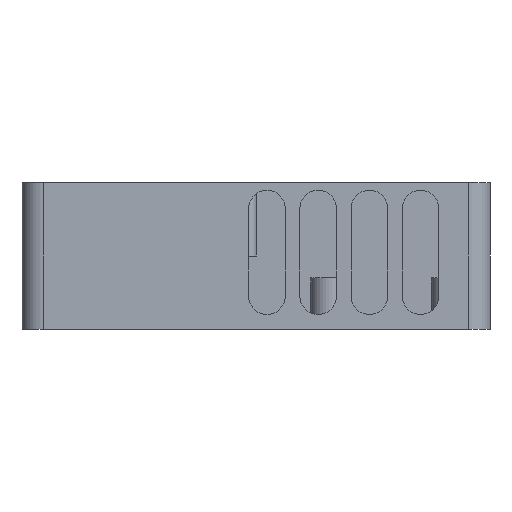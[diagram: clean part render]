
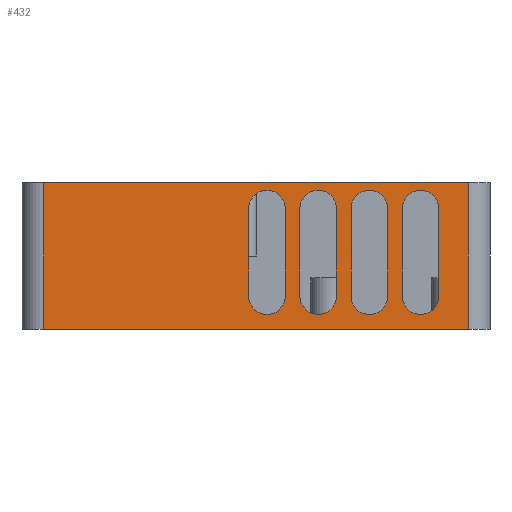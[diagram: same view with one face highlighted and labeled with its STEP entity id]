
A CAD part, left-side view. The second image highlights one B-rep face of the part: STEP entity #432.
In plain terms, the highlighted planar face has unit normal (-1, 0, 0).
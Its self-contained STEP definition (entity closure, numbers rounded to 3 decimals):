
#32 = VERTEX_POINT('',#33);
#33 = CARTESIAN_POINT('',(0.,61.,20.));
#40 = EDGE_CURVE('',#41,#32,#43,.T.);
#41 = VERTEX_POINT('',#42);
#42 = CARTESIAN_POINT('',(0.,3.,20.));
#43 = LINE('',#44,#45);
#44 = CARTESIAN_POINT('',(0.,0.,20.));
#45 = VECTOR('',#46,1.);
#46 = DIRECTION('',(0.,1.,0.));
#387 = VERTEX_POINT('',#388);
#388 = CARTESIAN_POINT('',(0.,61.,0.));
#395 = EDGE_CURVE('',#387,#32,#396,.T.);
#396 = LINE('',#397,#398);
#397 = CARTESIAN_POINT('',(0.,61.,0.));
#398 = VECTOR('',#399,1.);
#399 = DIRECTION('',(0.,0.,1.));
#432 = ADVANCED_FACE('',(#433,#451,#487,#523,#559),#595,.T.);
#433 = FACE_BOUND('',#434,.T.);
#434 = EDGE_LOOP('',(#435,#443,#449,#450));
#435 = ORIENTED_EDGE('',*,*,#436,.F.);
#436 = EDGE_CURVE('',#437,#387,#439,.T.);
#437 = VERTEX_POINT('',#438);
#438 = CARTESIAN_POINT('',(0.,3.,0.));
#439 = LINE('',#440,#441);
#440 = CARTESIAN_POINT('',(0.,0.,0.));
#441 = VECTOR('',#442,1.);
#442 = DIRECTION('',(0.,1.,0.));
#443 = ORIENTED_EDGE('',*,*,#444,.T.);
#444 = EDGE_CURVE('',#437,#41,#445,.T.);
#445 = LINE('',#446,#447);
#446 = CARTESIAN_POINT('',(0.,3.,0.));
#447 = VECTOR('',#448,1.);
#448 = DIRECTION('',(0.,0.,1.));
#449 = ORIENTED_EDGE('',*,*,#40,.T.);
#450 = ORIENTED_EDGE('',*,*,#395,.F.);
#451 = FACE_BOUND('',#452,.T.);
#452 = EDGE_LOOP('',(#453,#464,#472,#481));
#453 = ORIENTED_EDGE('',*,*,#454,.F.);
#454 = EDGE_CURVE('',#455,#457,#459,.T.);
#455 = VERTEX_POINT('',#456);
#456 = CARTESIAN_POINT('',(0.,12.,4.5));
#457 = VERTEX_POINT('',#458);
#458 = CARTESIAN_POINT('',(0.,7.,4.5));
#459 = CIRCLE('',#460,2.5);
#460 = AXIS2_PLACEMENT_3D('',#461,#462,#463);
#461 = CARTESIAN_POINT('',(0.,9.5,4.5));
#462 = DIRECTION('',(-1.,0.,0.));
#463 = DIRECTION('',(0.,-1.,0.));
#464 = ORIENTED_EDGE('',*,*,#465,.T.);
#465 = EDGE_CURVE('',#455,#466,#468,.T.);
#466 = VERTEX_POINT('',#467);
#467 = CARTESIAN_POINT('',(0.,12.,16.5));
#468 = LINE('',#469,#470);
#469 = CARTESIAN_POINT('',(0.,12.,4.5));
#470 = VECTOR('',#471,1.);
#471 = DIRECTION('',(0.,0.,1.));
#472 = ORIENTED_EDGE('',*,*,#473,.F.);
#473 = EDGE_CURVE('',#474,#466,#476,.T.);
#474 = VERTEX_POINT('',#475);
#475 = CARTESIAN_POINT('',(0.,7.,16.5));
#476 = CIRCLE('',#477,2.5);
#477 = AXIS2_PLACEMENT_3D('',#478,#479,#480);
#478 = CARTESIAN_POINT('',(0.,9.5,16.5));
#479 = DIRECTION('',(-1.,0.,0.));
#480 = DIRECTION('',(0.,-1.,0.));
#481 = ORIENTED_EDGE('',*,*,#482,.F.);
#482 = EDGE_CURVE('',#457,#474,#483,.T.);
#483 = LINE('',#484,#485);
#484 = CARTESIAN_POINT('',(0.,7.,4.5));
#485 = VECTOR('',#486,1.);
#486 = DIRECTION('',(0.,0.,1.));
#487 = FACE_BOUND('',#488,.T.);
#488 = EDGE_LOOP('',(#489,#500,#508,#517));
#489 = ORIENTED_EDGE('',*,*,#490,.F.);
#490 = EDGE_CURVE('',#491,#493,#495,.T.);
#491 = VERTEX_POINT('',#492);
#492 = CARTESIAN_POINT('',(0.,19.,4.5));
#493 = VERTEX_POINT('',#494);
#494 = CARTESIAN_POINT('',(0.,14.,4.5));
#495 = CIRCLE('',#496,2.5);
#496 = AXIS2_PLACEMENT_3D('',#497,#498,#499);
#497 = CARTESIAN_POINT('',(0.,16.5,4.5));
#498 = DIRECTION('',(-1.,0.,0.));
#499 = DIRECTION('',(0.,-1.,0.));
#500 = ORIENTED_EDGE('',*,*,#501,.T.);
#501 = EDGE_CURVE('',#491,#502,#504,.T.);
#502 = VERTEX_POINT('',#503);
#503 = CARTESIAN_POINT('',(0.,19.,16.5));
#504 = LINE('',#505,#506);
#505 = CARTESIAN_POINT('',(0.,19.,4.5));
#506 = VECTOR('',#507,1.);
#507 = DIRECTION('',(0.,0.,1.));
#508 = ORIENTED_EDGE('',*,*,#509,.F.);
#509 = EDGE_CURVE('',#510,#502,#512,.T.);
#510 = VERTEX_POINT('',#511);
#511 = CARTESIAN_POINT('',(0.,14.,16.5));
#512 = CIRCLE('',#513,2.5);
#513 = AXIS2_PLACEMENT_3D('',#514,#515,#516);
#514 = CARTESIAN_POINT('',(0.,16.5,16.5));
#515 = DIRECTION('',(-1.,0.,0.));
#516 = DIRECTION('',(0.,-1.,0.));
#517 = ORIENTED_EDGE('',*,*,#518,.F.);
#518 = EDGE_CURVE('',#493,#510,#519,.T.);
#519 = LINE('',#520,#521);
#520 = CARTESIAN_POINT('',(0.,14.,4.5));
#521 = VECTOR('',#522,1.);
#522 = DIRECTION('',(0.,0.,1.));
#523 = FACE_BOUND('',#524,.T.);
#524 = EDGE_LOOP('',(#525,#536,#544,#553));
#525 = ORIENTED_EDGE('',*,*,#526,.F.);
#526 = EDGE_CURVE('',#527,#529,#531,.T.);
#527 = VERTEX_POINT('',#528);
#528 = CARTESIAN_POINT('',(0.,26.,4.5));
#529 = VERTEX_POINT('',#530);
#530 = CARTESIAN_POINT('',(0.,21.,4.5));
#531 = CIRCLE('',#532,2.5);
#532 = AXIS2_PLACEMENT_3D('',#533,#534,#535);
#533 = CARTESIAN_POINT('',(0.,23.5,4.5));
#534 = DIRECTION('',(-1.,0.,0.));
#535 = DIRECTION('',(0.,-1.,0.));
#536 = ORIENTED_EDGE('',*,*,#537,.T.);
#537 = EDGE_CURVE('',#527,#538,#540,.T.);
#538 = VERTEX_POINT('',#539);
#539 = CARTESIAN_POINT('',(0.,26.,16.5));
#540 = LINE('',#541,#542);
#541 = CARTESIAN_POINT('',(0.,26.,4.5));
#542 = VECTOR('',#543,1.);
#543 = DIRECTION('',(0.,0.,1.));
#544 = ORIENTED_EDGE('',*,*,#545,.F.);
#545 = EDGE_CURVE('',#546,#538,#548,.T.);
#546 = VERTEX_POINT('',#547);
#547 = CARTESIAN_POINT('',(0.,21.,16.5));
#548 = CIRCLE('',#549,2.5);
#549 = AXIS2_PLACEMENT_3D('',#550,#551,#552);
#550 = CARTESIAN_POINT('',(0.,23.5,16.5));
#551 = DIRECTION('',(-1.,0.,0.));
#552 = DIRECTION('',(0.,-1.,0.));
#553 = ORIENTED_EDGE('',*,*,#554,.F.);
#554 = EDGE_CURVE('',#529,#546,#555,.T.);
#555 = LINE('',#556,#557);
#556 = CARTESIAN_POINT('',(0.,21.,4.5));
#557 = VECTOR('',#558,1.);
#558 = DIRECTION('',(0.,0.,1.));
#559 = FACE_BOUND('',#560,.T.);
#560 = EDGE_LOOP('',(#561,#572,#580,#589));
#561 = ORIENTED_EDGE('',*,*,#562,.F.);
#562 = EDGE_CURVE('',#563,#565,#567,.T.);
#563 = VERTEX_POINT('',#564);
#564 = CARTESIAN_POINT('',(0.,33.,4.5));
#565 = VERTEX_POINT('',#566);
#566 = CARTESIAN_POINT('',(0.,28.,4.5));
#567 = CIRCLE('',#568,2.5);
#568 = AXIS2_PLACEMENT_3D('',#569,#570,#571);
#569 = CARTESIAN_POINT('',(0.,30.5,4.5));
#570 = DIRECTION('',(-1.,0.,0.));
#571 = DIRECTION('',(0.,-1.,0.));
#572 = ORIENTED_EDGE('',*,*,#573,.T.);
#573 = EDGE_CURVE('',#563,#574,#576,.T.);
#574 = VERTEX_POINT('',#575);
#575 = CARTESIAN_POINT('',(0.,33.,16.5));
#576 = LINE('',#577,#578);
#577 = CARTESIAN_POINT('',(0.,33.,4.5));
#578 = VECTOR('',#579,1.);
#579 = DIRECTION('',(0.,0.,1.));
#580 = ORIENTED_EDGE('',*,*,#581,.F.);
#581 = EDGE_CURVE('',#582,#574,#584,.T.);
#582 = VERTEX_POINT('',#583);
#583 = CARTESIAN_POINT('',(0.,28.,16.5));
#584 = CIRCLE('',#585,2.5);
#585 = AXIS2_PLACEMENT_3D('',#586,#587,#588);
#586 = CARTESIAN_POINT('',(0.,30.5,16.5));
#587 = DIRECTION('',(-1.,0.,0.));
#588 = DIRECTION('',(0.,-1.,0.));
#589 = ORIENTED_EDGE('',*,*,#590,.F.);
#590 = EDGE_CURVE('',#565,#582,#591,.T.);
#591 = LINE('',#592,#593);
#592 = CARTESIAN_POINT('',(0.,28.,4.5));
#593 = VECTOR('',#594,1.);
#594 = DIRECTION('',(0.,0.,1.));
#595 = PLANE('',#596);
#596 = AXIS2_PLACEMENT_3D('',#597,#598,#599);
#597 = CARTESIAN_POINT('',(0.,0.,0.));
#598 = DIRECTION('',(-1.,0.,0.));
#599 = DIRECTION('',(0.,1.,0.));
